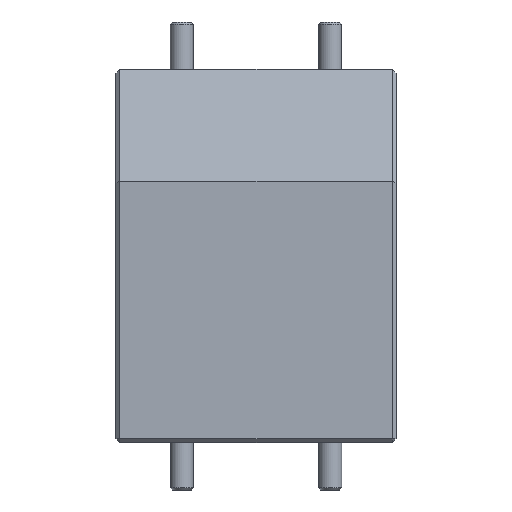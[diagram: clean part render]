
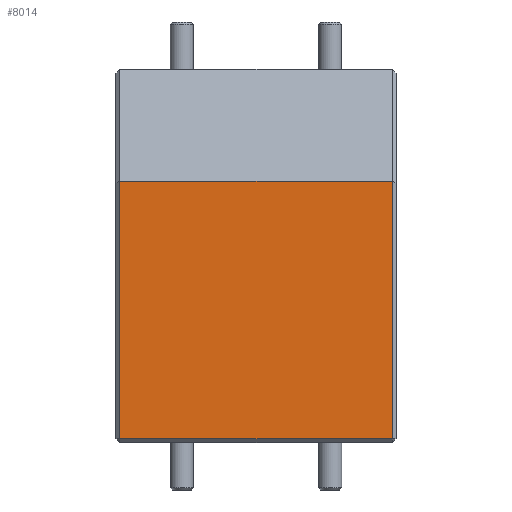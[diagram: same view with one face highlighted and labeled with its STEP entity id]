
A CAD part, left-side view. The second image highlights one B-rep face of the part: STEP entity #8014.
In plain terms, the highlighted planar face has unit normal (-1, 0, 0).
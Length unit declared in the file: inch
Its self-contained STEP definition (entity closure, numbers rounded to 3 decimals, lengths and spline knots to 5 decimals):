
#166 = ORIENTED_EDGE ( 'NONE', *, *, #5768, .T. ) ;
#1047 = CARTESIAN_POINT ( 'NONE',  ( -1.77691, -0.26676, 0.64876 ) ) ;
#1151 = VECTOR ( 'NONE', #3716, 39.37008 ) ;
#1769 = VERTEX_POINT ( 'NONE', #8998 ) ;
#2192 = LINE ( 'NONE', #1047, #13674 ) ;
#2550 = AXIS2_PLACEMENT_3D ( 'NONE', #4935, #5236, #14560 ) ;
#2638 = LINE ( 'NONE', #14254, #1151 ) ;
#2729 = VECTOR ( 'NONE', #11981, 39.37008 ) ;
#3518 = LINE ( 'NONE', #8361, #13799 ) ;
#3716 = DIRECTION ( 'NONE',  ( 0., -1., 0. ) ) ;
#3860 = PLANE ( 'NONE',  #2550 ) ;
#4888 = VERTEX_POINT ( 'NONE', #10104 ) ;
#4935 = CARTESIAN_POINT ( 'NONE',  ( -1.77691, 0.10083, 0.64876 ) ) ;
#5236 = DIRECTION ( 'NONE',  ( 1., 0., 0. ) ) ;
#5716 = VERTEX_POINT ( 'NONE', #6120 ) ;
#5729 = DIRECTION ( 'NONE',  ( 0., 0., 1. ) ) ;
#5768 = EDGE_CURVE ( 'NONE', #8272, #1769, #3518, .T. ) ;
#6120 = CARTESIAN_POINT ( 'NONE',  ( -1.77691, -0.26676, -0.04124 ) ) ;
#6597 = ORIENTED_EDGE ( 'NONE', *, *, #10966, .T. ) ;
#8014 = ADVANCED_FACE ( 'NONE', ( #8800 ), #3860, .F. ) ;
#8161 = CARTESIAN_POINT ( 'NONE',  ( -1.77691, 0.46324, 0.64876 ) ) ;
#8272 = VERTEX_POINT ( 'NONE', #8161 ) ;
#8361 = CARTESIAN_POINT ( 'NONE',  ( -1.77691, 0.46324, -0.05124 ) ) ;
#8554 = ORIENTED_EDGE ( 'NONE', *, *, #12469, .T. ) ;
#8800 = FACE_OUTER_BOUND ( 'NONE', #9784, .T. ) ;
#8998 = CARTESIAN_POINT ( 'NONE',  ( -1.77691, 0.46324, -0.04124 ) ) ;
#9432 = DIRECTION ( 'NONE',  ( 0., 0., -1. ) ) ;
#9784 = EDGE_LOOP ( 'NONE', ( #14162, #166, #6597, #8554 ) ) ;
#10104 = CARTESIAN_POINT ( 'NONE',  ( -1.77691, -0.26676, 0.64876 ) ) ;
#10966 = EDGE_CURVE ( 'NONE', #1769, #5716, #14124, .T. ) ;
#11822 = CARTESIAN_POINT ( 'NONE',  ( -1.77691, 0.10083, -0.04124 ) ) ;
#11981 = DIRECTION ( 'NONE',  ( 0., -1., 0. ) ) ;
#12469 = EDGE_CURVE ( 'NONE', #5716, #4888, #2192, .T. ) ;
#13093 = EDGE_CURVE ( 'NONE', #8272, #4888, #2638, .T. ) ;
#13674 = VECTOR ( 'NONE', #5729, 39.37008 ) ;
#13799 = VECTOR ( 'NONE', #9432, 39.37008 ) ;
#14124 = LINE ( 'NONE', #11822, #2729 ) ;
#14162 = ORIENTED_EDGE ( 'NONE', *, *, #13093, .F. ) ;
#14254 = CARTESIAN_POINT ( 'NONE',  ( -1.77691, 0.10083, 0.64876 ) ) ;
#14560 = DIRECTION ( 'NONE',  ( 0., 0., -1. ) ) ;
